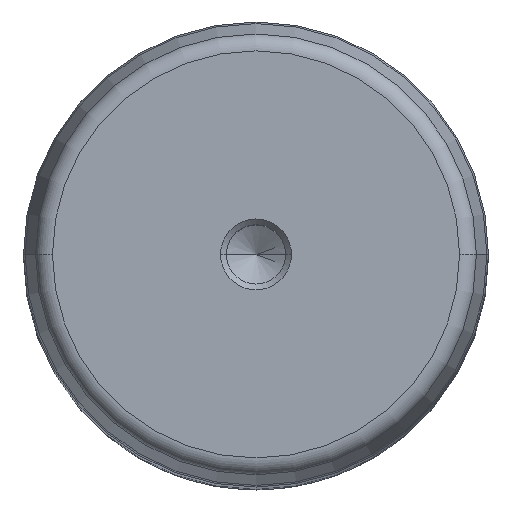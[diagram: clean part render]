
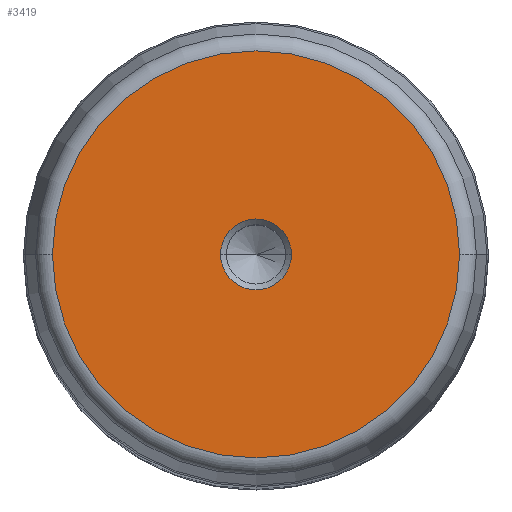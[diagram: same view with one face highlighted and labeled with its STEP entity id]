
A CAD part, top view. The second image highlights one B-rep face of the part: STEP entity #3419.
In plain terms, the highlighted planar face has unit normal (0, 0, 1).
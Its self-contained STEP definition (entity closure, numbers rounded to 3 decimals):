
#52 = EDGE_CURVE ( 'NONE', #2735, #1813, #3449, .T. ) ;
#64 = DIRECTION ( 'NONE',  ( 0., 0., 1. ) ) ;
#124 = PLANE ( 'NONE',  #566 ) ;
#332 = CARTESIAN_POINT ( 'NONE',  ( 0., 0., 315. ) ) ;
#530 = CARTESIAN_POINT ( 'NONE',  ( 6.1, 0., 315. ) ) ;
#566 = AXIS2_PLACEMENT_3D ( 'NONE', #2608, #2864, #930 ) ;
#597 = ORIENTED_EDGE ( 'NONE', *, *, #1697, .T. ) ;
#909 = FACE_BOUND ( 'NONE', #2941, .T. ) ;
#930 = DIRECTION ( 'NONE',  ( 1., 0., 0. ) ) ;
#994 = ORIENTED_EDGE ( 'NONE', *, *, #52, .T. ) ;
#998 = CIRCLE ( 'NONE', #2316, 6.1 ) ;
#1090 = CIRCLE ( 'NONE', #2575, 6.1 ) ;
#1163 = DIRECTION ( 'NONE',  ( 1., 0., 0. ) ) ;
#1221 = CIRCLE ( 'NONE', #1391, 35.019 ) ;
#1391 = AXIS2_PLACEMENT_3D ( 'NONE', #2546, #64, #1686 ) ;
#1416 = VERTEX_POINT ( 'NONE', #2045 ) ;
#1531 = CARTESIAN_POINT ( 'NONE',  ( 0., 0., 315. ) ) ;
#1646 = ORIENTED_EDGE ( 'NONE', *, *, #3144, .T. ) ;
#1686 = DIRECTION ( 'NONE',  ( 1., 0., 0. ) ) ;
#1697 = EDGE_CURVE ( 'NONE', #1416, #2473, #1090, .T. ) ;
#1705 = DIRECTION ( 'NONE',  ( 1., 0., 0. ) ) ;
#1813 = VERTEX_POINT ( 'NONE', #2485 ) ;
#2045 = CARTESIAN_POINT ( 'NONE',  ( -6.1, 0., 315. ) ) ;
#2075 = DIRECTION ( 'NONE',  ( 1., 0., 0. ) ) ;
#2266 = DIRECTION ( 'NONE',  ( 0., 0., -1. ) ) ;
#2299 = FACE_OUTER_BOUND ( 'NONE', #2479, .T. ) ;
#2316 = AXIS2_PLACEMENT_3D ( 'NONE', #332, #2266, #1163 ) ;
#2473 = VERTEX_POINT ( 'NONE', #530 ) ;
#2479 = EDGE_LOOP ( 'NONE', ( #994, #2598 ) ) ;
#2485 = CARTESIAN_POINT ( 'NONE',  ( -35.019, 0., 315. ) ) ;
#2520 = CARTESIAN_POINT ( 'NONE',  ( 0., 0., 315. ) ) ;
#2533 = CARTESIAN_POINT ( 'NONE',  ( 35.019, 0., 315. ) ) ;
#2546 = CARTESIAN_POINT ( 'NONE',  ( 0., 0., 315. ) ) ;
#2575 = AXIS2_PLACEMENT_3D ( 'NONE', #2520, #3075, #1705 ) ;
#2598 = ORIENTED_EDGE ( 'NONE', *, *, #2678, .T. ) ;
#2608 = CARTESIAN_POINT ( 'NONE',  ( 0., 0., 315. ) ) ;
#2678 = EDGE_CURVE ( 'NONE', #1813, #2735, #1221, .T. ) ;
#2681 = AXIS2_PLACEMENT_3D ( 'NONE', #1531, #3472, #2075 ) ;
#2735 = VERTEX_POINT ( 'NONE', #2533 ) ;
#2864 = DIRECTION ( 'NONE',  ( 0., 0., 1. ) ) ;
#2941 = EDGE_LOOP ( 'NONE', ( #1646, #597 ) ) ;
#3075 = DIRECTION ( 'NONE',  ( 0., 0., -1. ) ) ;
#3144 = EDGE_CURVE ( 'NONE', #2473, #1416, #998, .T. ) ;
#3419 = ADVANCED_FACE ( 'NONE', ( #2299, #909 ), #124, .T. ) ;
#3449 = CIRCLE ( 'NONE', #2681, 35.019 ) ;
#3472 = DIRECTION ( 'NONE',  ( 0., 0., 1. ) ) ;
